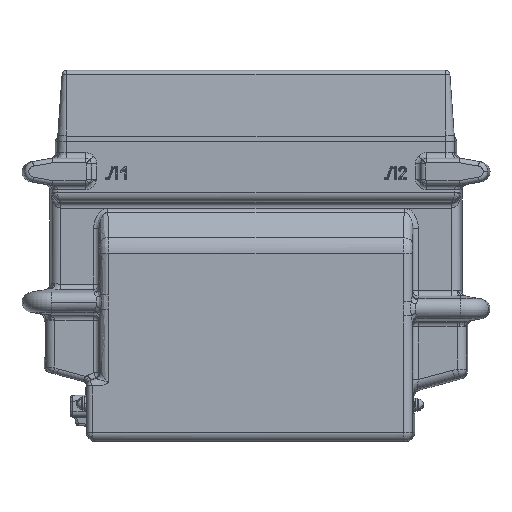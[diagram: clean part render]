
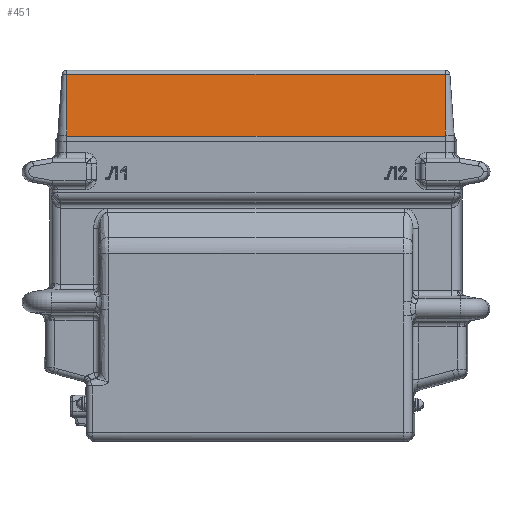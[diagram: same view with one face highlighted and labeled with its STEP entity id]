
A CAD part, top view. The second image highlights one B-rep face of the part: STEP entity #451.
In plain terms, the highlighted planar face has unit normal (0, 0.07, 0.998).
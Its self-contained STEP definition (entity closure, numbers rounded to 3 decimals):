
#451 = ADVANCED_FACE ( 'NONE', ( #36707 ), #39083, .T. ) ;
#4953 = ORIENTED_EDGE ( 'NONE', *, *, #24382, .T. ) ;
#4955 = ORIENTED_EDGE ( 'NONE', *, *, #24402, .T. ) ;
#4956 = ORIENTED_EDGE ( 'NONE', *, *, #24377, .T. ) ;
#4958 = ORIENTED_EDGE ( 'NONE', *, *, #24505, .T. ) ;
#4959 = ORIENTED_EDGE ( 'NONE', *, *, #24502, .F. ) ;
#4960 = ORIENTED_EDGE ( 'NONE', *, *, #24498, .T. ) ;
#15093 = EDGE_LOOP ( 'NONE', ( #4953, #4955, #4956, #4958, #4959, #4960 ) ) ;
#24377 = EDGE_CURVE ( 'NONE', #56214, #56439, #59249, .T. ) ;
#24382 = EDGE_CURVE ( 'NONE', #56485, #56209, #59251, .T. ) ;
#24402 = EDGE_CURVE ( 'NONE', #56209, #56214, #34988, .T. ) ;
#24498 = EDGE_CURVE ( 'NONE', #56543, #56485, #59275, .T. ) ;
#24502 = EDGE_CURVE ( 'NONE', #56543, #56435, #35095, .T. ) ;
#24505 = EDGE_CURVE ( 'NONE', #56439, #56435, #59281, .T. ) ;
#34988 = LINE ( 'NONE', #40318, #34989 ) ;
#34989 = VECTOR ( 'NONE', #40320, 1000. ) ;
#35095 = LINE ( 'NONE', #41075, #35097 ) ;
#35097 = VECTOR ( 'NONE', #41114, 1000. ) ;
#36707 = FACE_OUTER_BOUND ( 'NONE', #15093, .T. ) ;
#38101 = AXIS2_PLACEMENT_3D ( 'NONE', #39084, #39115, #39116 ) ;
#39083 = PLANE ( 'NONE',  #38101 ) ;
#39084 = CARTESIAN_POINT ( 'NONE',  ( 99.625, 333., 75.776 ) ) ;
#39115 = DIRECTION ( 'NONE',  ( 0., 0.07, 0.998 ) ) ;
#39116 = DIRECTION ( 'NONE',  ( 0., -0.998, 0.07 ) ) ;
#40008 = CARTESIAN_POINT ( 'NONE',  ( -309.973, 329.279, 76.036 ) ) ;
#40023 = CARTESIAN_POINT ( 'NONE',  ( -310.791, 310.911, 77.32 ) ) ;
#40025 = CARTESIAN_POINT ( 'NONE',  ( -308.638, 292.347, 78.618 ) ) ;
#40027 = CARTESIAN_POINT ( 'NONE',  ( -309.793, 274.001, 79.9 ) ) ;
#40030 = CARTESIAN_POINT ( 'NONE',  ( 29.793, 274.001, 79.9 ) ) ;
#40056 = CARTESIAN_POINT ( 'NONE',  ( 28.638, 292.347, 78.618 ) ) ;
#40058 = CARTESIAN_POINT ( 'NONE',  ( 30.791, 310.911, 77.32 ) ) ;
#40060 = CARTESIAN_POINT ( 'NONE',  ( 29.973, 329.279, 76.036 ) ) ;
#40318 = CARTESIAN_POINT ( 'NONE',  ( 99.625, 329.279, 76.036 ) ) ;
#40320 = DIRECTION ( 'NONE',  ( -1., 0., 0. ) ) ;
#41069 = CARTESIAN_POINT ( 'NONE',  ( 29.766, 274., 79.9 ) ) ;
#41072 = CARTESIAN_POINT ( 'NONE',  ( 29.775, 274., 79.9 ) ) ;
#41073 = CARTESIAN_POINT ( 'NONE',  ( 29.784, 274., 79.9 ) ) ;
#41074 = CARTESIAN_POINT ( 'NONE',  ( 29.793, 274.001, 79.9 ) ) ;
#41075 = CARTESIAN_POINT ( 'NONE',  ( 99.733, 274., 79.9 ) ) ;
#41114 = DIRECTION ( 'NONE',  ( -1., 0., 0. ) ) ;
#41123 = CARTESIAN_POINT ( 'NONE',  ( -309.793, 274.001, 79.9 ) ) ;
#41127 = CARTESIAN_POINT ( 'NONE',  ( -309.784, 274., 79.9 ) ) ;
#41128 = CARTESIAN_POINT ( 'NONE',  ( -309.775, 274., 79.9 ) ) ;
#41129 = CARTESIAN_POINT ( 'NONE',  ( -309.766, 274., 79.9 ) ) ;
#47193 = CARTESIAN_POINT ( 'NONE',  ( 29.973, 329.279, 76.036 ) ) ;
#47198 = CARTESIAN_POINT ( 'NONE',  ( -309.973, 329.279, 76.036 ) ) ;
#47419 = CARTESIAN_POINT ( 'NONE',  ( -309.766, 274., 79.9 ) ) ;
#47423 = CARTESIAN_POINT ( 'NONE',  ( -309.793, 274.001, 79.9 ) ) ;
#47469 = CARTESIAN_POINT ( 'NONE',  ( 29.793, 274.001, 79.9 ) ) ;
#47527 = CARTESIAN_POINT ( 'NONE',  ( 29.766, 274., 79.9 ) ) ;
#56209 = VERTEX_POINT ( 'NONE', #47193 ) ;
#56214 = VERTEX_POINT ( 'NONE', #47198 ) ;
#56435 = VERTEX_POINT ( 'NONE', #47419 ) ;
#56439 = VERTEX_POINT ( 'NONE', #47423 ) ;
#56485 = VERTEX_POINT ( 'NONE', #47469 ) ;
#56543 = VERTEX_POINT ( 'NONE', #47527 ) ;
#59249 = B_SPLINE_CURVE_WITH_KNOTS ( 'NONE', 3,
 ( #40008, #40023, #40025, #40027 ),
 .UNSPECIFIED., .F., .F.,
 ( 4, 4 ),
 ( 0.413, 0.598 ),
 .UNSPECIFIED. ) ;
#59251 = B_SPLINE_CURVE_WITH_KNOTS ( 'NONE', 3,
 ( #40030, #40056, #40058, #40060 ),
 .UNSPECIFIED., .F., .F.,
 ( 4, 4 ),
 ( 0.402, 0.587 ),
 .UNSPECIFIED. ) ;
#59275 = B_SPLINE_CURVE_WITH_KNOTS ( 'NONE', 3,
 ( #41069, #41072, #41073, #41074 ),
 .UNSPECIFIED., .F., .F.,
 ( 4, 4 ),
 ( 0., 0. ),
 .UNSPECIFIED. ) ;
#59281 = B_SPLINE_CURVE_WITH_KNOTS ( 'NONE', 3,
 ( #41123, #41127, #41128, #41129 ),
 .UNSPECIFIED., .F., .F.,
 ( 4, 4 ),
 ( 0., 0. ),
 .UNSPECIFIED. ) ;
